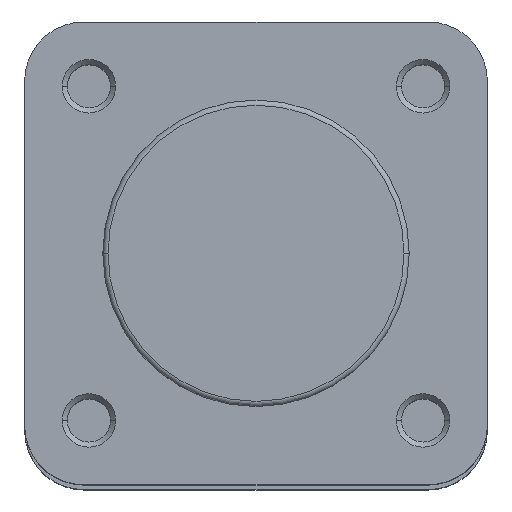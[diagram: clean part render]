
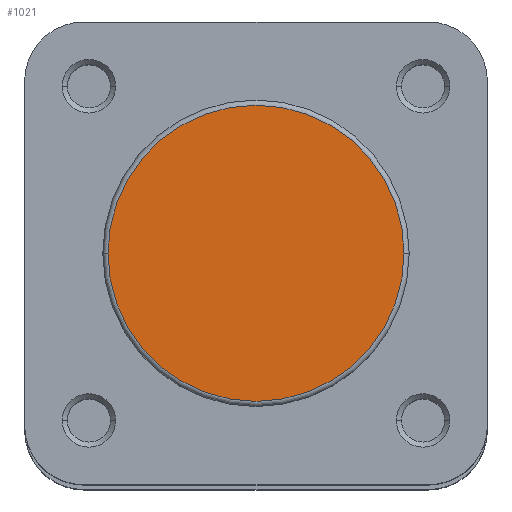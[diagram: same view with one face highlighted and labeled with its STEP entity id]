
A CAD part, top view. The second image highlights one B-rep face of the part: STEP entity #1021.
In plain terms, the highlighted planar face has unit normal (0, 0, 1).
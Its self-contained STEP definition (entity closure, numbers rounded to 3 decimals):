
#99 = CARTESIAN_POINT ( 'NONE',  ( 14.4, 0., 0. ) ) ;
#324 = VERTEX_POINT ( 'NONE', #99 ) ;
#367 = VERTEX_POINT ( 'NONE', #755 ) ;
#755 = CARTESIAN_POINT ( 'NONE',  ( -14.4, 0., 0. ) ) ;
#1021 = ADVANCED_FACE ( 'NONE', ( #4990 ), #1226, .F. ) ;
#1225 = CARTESIAN_POINT ( 'NONE',  ( 0., 14.9, 0. ) ) ;
#1226 = PLANE ( 'NONE',  #3928 ) ;
#1228 = DIRECTION ( 'NONE',  ( 0., 0., -1. ) ) ;
#1229 = DIRECTION ( 'NONE',  ( -1., 0., 0. ) ) ;
#1682 = CARTESIAN_POINT ( 'NONE',  ( 0., 0., 0. ) ) ;
#1683 = DIRECTION ( 'NONE',  ( 0., 0., 1. ) ) ;
#1684 = DIRECTION ( 'NONE',  ( -1., 0., 0. ) ) ;
#1795 = CARTESIAN_POINT ( 'NONE',  ( 0., 0., 0. ) ) ;
#1798 = DIRECTION ( 'NONE',  ( 0., 0., 1. ) ) ;
#1799 = DIRECTION ( 'NONE',  ( -1., 0., 0. ) ) ;
#3487 = EDGE_CURVE ( 'NONE', #324, #367, #5247, .T. ) ;
#3533 = EDGE_CURVE ( 'NONE', #367, #324, #5761, .T. ) ;
#3928 = AXIS2_PLACEMENT_3D ( 'NONE', #1225, #1228, #1229 ) ;
#4054 = AXIS2_PLACEMENT_3D ( 'NONE', #1682, #1683, #1684 ) ;
#4076 = AXIS2_PLACEMENT_3D ( 'NONE', #1795, #1798, #1799 ) ;
#4367 = ORIENTED_EDGE ( 'NONE', *, *, #3487, .T. ) ;
#4368 = ORIENTED_EDGE ( 'NONE', *, *, #3533, .T. ) ;
#4990 = FACE_OUTER_BOUND ( 'NONE', #5996, .T. ) ;
#5247 = CIRCLE ( 'NONE', #4054, 14.4 ) ;
#5761 = CIRCLE ( 'NONE', #4076, 14.4 ) ;
#5996 = EDGE_LOOP ( 'NONE', ( #4368, #4367 ) ) ;
